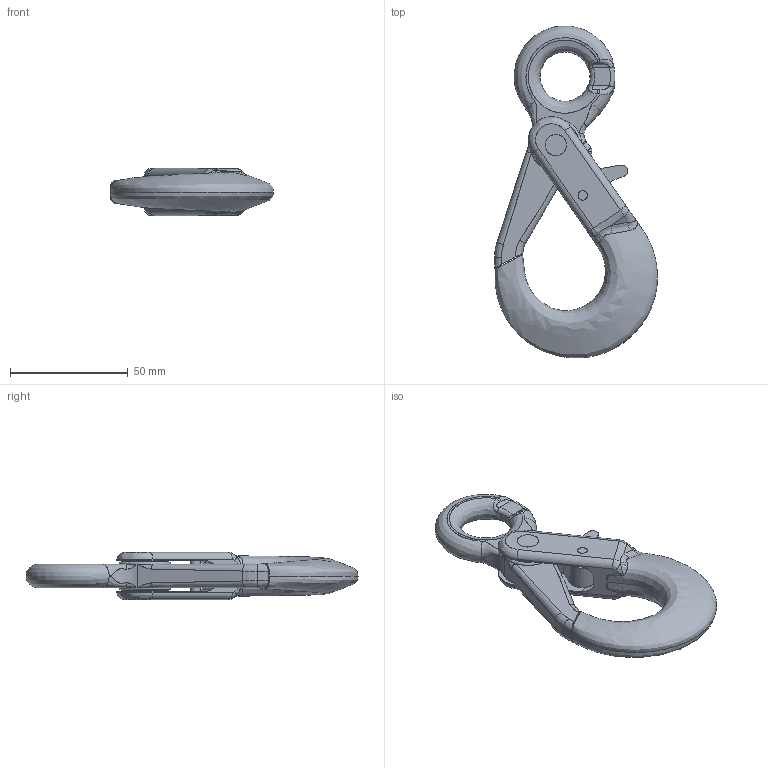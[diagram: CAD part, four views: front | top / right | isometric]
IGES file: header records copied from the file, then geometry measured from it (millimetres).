
Global section: file name: LHW 5_6 Kundenmodell.igs; native system: NX V4.0; preprocessor: UGS NX IGES V4.0; date: 20100113.101539; units: millimetre
Bounding box: 69.05 x 140.73 x 20 mm (x, y, z)
Surface area: 20013.7 mm2 (no closed solid volume)
Topology: 0 solids, 0 shells, 153 faces, 1083 edges, 1072 vertices
Faces by surface type: bspline 153
